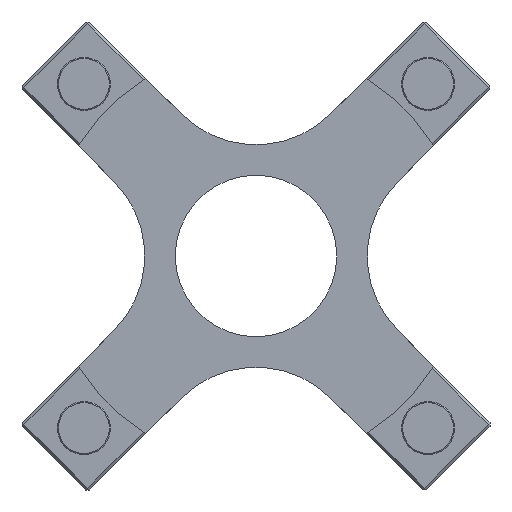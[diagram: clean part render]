
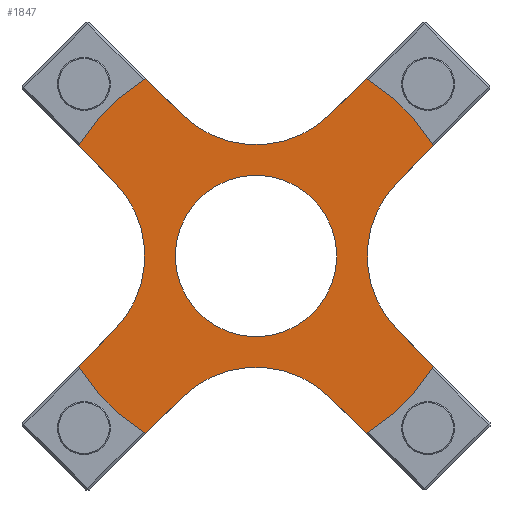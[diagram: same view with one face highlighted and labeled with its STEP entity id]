
A CAD part, front view. The second image highlights one B-rep face of the part: STEP entity #1847.
In plain terms, the highlighted face is planar.
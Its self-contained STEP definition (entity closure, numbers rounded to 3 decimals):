
#78=FACE_BOUND('',#308,.T.);
#96=PLANE('',#2065);
#191=FACE_OUTER_BOUND('',#307,.T.);
#307=EDGE_LOOP('',(#1318,#1319,#1320,#1321,#1322,#1323,#1324,#1325,#1326,
#1327,#1328,#1329,#1330,#1331,#1332,#1333));
#308=EDGE_LOOP('',(#1334));
#445=LINE('',#2911,#621);
#446=LINE('',#2914,#622);
#447=LINE('',#2916,#623);
#448=LINE('',#2919,#624);
#449=LINE('',#2921,#625);
#450=LINE('',#2924,#626);
#451=LINE('',#2926,#627);
#452=LINE('',#2929,#628);
#621=VECTOR('',#2312,10.);
#622=VECTOR('',#2315,10.);
#623=VECTOR('',#2316,10.);
#624=VECTOR('',#2319,10.);
#625=VECTOR('',#2320,10.);
#626=VECTOR('',#2323,10.);
#627=VECTOR('',#2324,10.);
#628=VECTOR('',#2327,10.);
#789=CIRCLE('',#2044,15.25);
#790=CIRCLE('',#2046,39.5);
#793=CIRCLE('',#2054,39.5);
#795=CIRCLE('',#2059,39.5);
#796=CIRCLE('',#2061,39.5);
#798=CIRCLE('',#2066,20.);
#799=CIRCLE('',#2067,20.);
#800=CIRCLE('',#2068,20.);
#801=CIRCLE('',#2069,20.);
#863=VERTEX_POINT('',#2854);
#864=VERTEX_POINT('',#2858);
#866=VERTEX_POINT('',#2861);
#871=VERTEX_POINT('',#2872);
#875=VERTEX_POINT('',#2880);
#877=VERTEX_POINT('',#2885);
#881=VERTEX_POINT('',#2893);
#882=VERTEX_POINT('',#2897);
#884=VERTEX_POINT('',#2900);
#888=VERTEX_POINT('',#2910);
#889=VERTEX_POINT('',#2912);
#890=VERTEX_POINT('',#2915);
#891=VERTEX_POINT('',#2917);
#892=VERTEX_POINT('',#2920);
#893=VERTEX_POINT('',#2922);
#894=VERTEX_POINT('',#2925);
#895=VERTEX_POINT('',#2927);
#1027=EDGE_CURVE('',#863,#863,#789,.T.);
#1029=EDGE_CURVE('',#864,#866,#790,.T.);
#1039=EDGE_CURVE('',#875,#871,#793,.T.);
#1045=EDGE_CURVE('',#881,#877,#795,.T.);
#1047=EDGE_CURVE('',#882,#884,#796,.T.);
#1052=EDGE_CURVE('',#888,#882,#445,.T.);
#1053=EDGE_CURVE('',#889,#888,#798,.T.);
#1054=EDGE_CURVE('',#877,#889,#446,.T.);
#1055=EDGE_CURVE('',#890,#881,#447,.T.);
#1056=EDGE_CURVE('',#891,#890,#799,.T.);
#1057=EDGE_CURVE('',#871,#891,#448,.T.);
#1058=EDGE_CURVE('',#892,#875,#449,.T.);
#1059=EDGE_CURVE('',#893,#892,#800,.T.);
#1060=EDGE_CURVE('',#866,#893,#450,.T.);
#1061=EDGE_CURVE('',#894,#864,#451,.T.);
#1062=EDGE_CURVE('',#895,#894,#801,.T.);
#1063=EDGE_CURVE('',#884,#895,#452,.T.);
#1318=ORIENTED_EDGE('',*,*,#1052,.F.);
#1319=ORIENTED_EDGE('',*,*,#1053,.F.);
#1320=ORIENTED_EDGE('',*,*,#1054,.F.);
#1321=ORIENTED_EDGE('',*,*,#1045,.F.);
#1322=ORIENTED_EDGE('',*,*,#1055,.F.);
#1323=ORIENTED_EDGE('',*,*,#1056,.F.);
#1324=ORIENTED_EDGE('',*,*,#1057,.F.);
#1325=ORIENTED_EDGE('',*,*,#1039,.F.);
#1326=ORIENTED_EDGE('',*,*,#1058,.F.);
#1327=ORIENTED_EDGE('',*,*,#1059,.F.);
#1328=ORIENTED_EDGE('',*,*,#1060,.F.);
#1329=ORIENTED_EDGE('',*,*,#1029,.F.);
#1330=ORIENTED_EDGE('',*,*,#1061,.F.);
#1331=ORIENTED_EDGE('',*,*,#1062,.F.);
#1332=ORIENTED_EDGE('',*,*,#1063,.F.);
#1333=ORIENTED_EDGE('',*,*,#1047,.F.);
#1334=ORIENTED_EDGE('',*,*,#1027,.T.);
#1847=ADVANCED_FACE('',(#191,#78),#96,.F.);
#2044=AXIS2_PLACEMENT_3D('',#2856,#2260,#2261);
#2046=AXIS2_PLACEMENT_3D('',#2862,#2265,#2266);
#2054=AXIS2_PLACEMENT_3D('',#2882,#2284,#2285);
#2059=AXIS2_PLACEMENT_3D('',#2895,#2296,#2297);
#2061=AXIS2_PLACEMENT_3D('',#2901,#2301,#2302);
#2065=AXIS2_PLACEMENT_3D('',#2909,#2310,#2311);
#2066=AXIS2_PLACEMENT_3D('',#2913,#2313,#2314);
#2067=AXIS2_PLACEMENT_3D('',#2918,#2317,#2318);
#2068=AXIS2_PLACEMENT_3D('',#2923,#2321,#2322);
#2069=AXIS2_PLACEMENT_3D('',#2928,#2325,#2326);
#2260=DIRECTION('center_axis',(0.,0.,1.));
#2261=DIRECTION('ref_axis',(-1.,0.,0.));
#2265=DIRECTION('center_axis',(0.,0.,1.));
#2266=DIRECTION('ref_axis',(1.,0.,0.));
#2284=DIRECTION('center_axis',(0.,0.,1.));
#2285=DIRECTION('ref_axis',(1.,0.,0.));
#2296=DIRECTION('center_axis',(0.,0.,1.));
#2297=DIRECTION('ref_axis',(1.,0.,0.));
#2301=DIRECTION('center_axis',(0.,0.,1.));
#2302=DIRECTION('ref_axis',(1.,0.,0.));
#2310=DIRECTION('center_axis',(0.,0.,1.));
#2311=DIRECTION('ref_axis',(1.,0.,0.));
#2312=DIRECTION('',(0.707,0.707,0.));
#2313=DIRECTION('center_axis',(0.,0.,-1.));
#2314=DIRECTION('ref_axis',(-1.,0.,0.));
#2315=DIRECTION('',(-0.707,0.707,0.));
#2316=DIRECTION('',(0.707,-0.707,0.));
#2317=DIRECTION('center_axis',(0.,0.,-1.));
#2318=DIRECTION('ref_axis',(0.,1.,0.));
#2319=DIRECTION('',(0.707,0.707,0.));
#2320=DIRECTION('',(-0.707,-0.707,0.));
#2321=DIRECTION('center_axis',(0.,0.,-1.));
#2322=DIRECTION('ref_axis',(1.,0.,0.));
#2323=DIRECTION('',(0.707,-0.707,0.));
#2324=DIRECTION('',(-0.707,0.707,0.));
#2325=DIRECTION('center_axis',(0.,0.,-1.));
#2326=DIRECTION('ref_axis',(0.,-1.,0.));
#2327=DIRECTION('',(-0.707,-0.707,0.));
#2854=CARTESIAN_POINT('',(15.25,0.,5.));
#2856=CARTESIAN_POINT('Origin',(0.,0.,5.));
#2858=CARTESIAN_POINT('',(-20.832,33.56,5.));
#2861=CARTESIAN_POINT('',(-33.56,20.832,5.));
#2862=CARTESIAN_POINT('Origin',(0.,0.,5.));
#2872=CARTESIAN_POINT('',(-20.832,-33.56,5.));
#2880=CARTESIAN_POINT('',(-33.56,-20.832,5.));
#2882=CARTESIAN_POINT('Origin',(0.,0.,5.));
#2885=CARTESIAN_POINT('',(33.56,-20.832,5.));
#2893=CARTESIAN_POINT('',(20.832,-33.56,5.));
#2895=CARTESIAN_POINT('Origin',(0.,0.,5.));
#2897=CARTESIAN_POINT('',(33.56,20.832,5.));
#2900=CARTESIAN_POINT('',(20.832,33.56,5.));
#2901=CARTESIAN_POINT('Origin',(0.,0.,5.));
#2909=CARTESIAN_POINT('Origin',(0.,0.,5.));
#2910=CARTESIAN_POINT('',(26.87,14.142,5.));
#2911=CARTESIAN_POINT('',(9.546,-3.182,5.));
#2912=CARTESIAN_POINT('',(26.87,-14.142,5.));
#2913=CARTESIAN_POINT('Origin',(41.012,0.,5.));
#2914=CARTESIAN_POINT('',(25.456,-12.728,5.));
#2915=CARTESIAN_POINT('',(14.142,-26.87,5.));
#2916=CARTESIAN_POINT('',(-3.182,-9.546,5.));
#2917=CARTESIAN_POINT('',(-14.142,-26.87,5.));
#2918=CARTESIAN_POINT('Origin',(0.,-41.012,
5.));
#2919=CARTESIAN_POINT('',(-12.728,-25.456,5.));
#2920=CARTESIAN_POINT('',(-26.87,-14.142,5.));
#2921=CARTESIAN_POINT('',(-9.546,3.182,5.));
#2922=CARTESIAN_POINT('',(-26.87,14.142,5.));
#2923=CARTESIAN_POINT('Origin',(-41.012,0.,
5.));
#2924=CARTESIAN_POINT('',(-25.456,12.728,5.));
#2925=CARTESIAN_POINT('',(-14.142,26.87,5.));
#2926=CARTESIAN_POINT('',(3.182,9.546,5.));
#2927=CARTESIAN_POINT('',(14.142,26.87,5.));
#2928=CARTESIAN_POINT('Origin',(0.,41.012,5.));
#2929=CARTESIAN_POINT('',(12.728,25.456,5.));
